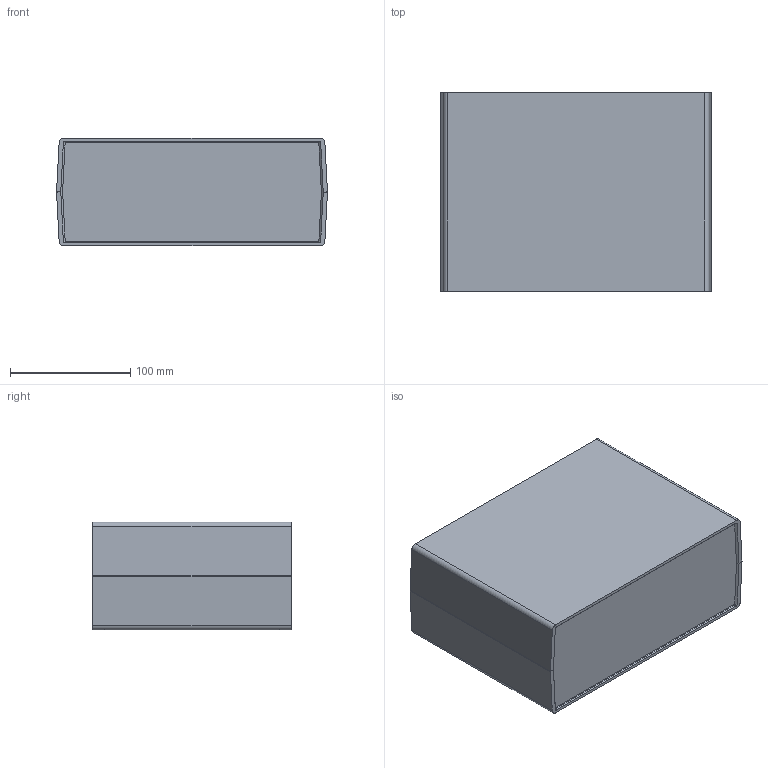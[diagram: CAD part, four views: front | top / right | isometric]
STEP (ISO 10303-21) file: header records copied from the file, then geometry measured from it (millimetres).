
FILE_DESCRIPTION (( 'STEP AP214' ), '1' );
FILE_NAME ('G749.STEP', '2011-02-09T02:18:52', ( 'NEF User' ), ( 'NEF User' ), 'SwSTEP 2.0', 'SolidWorks 2010', '' );
FILE_SCHEMA (( 'AUTOMOTIVE_DESIGN' ));
Length unit declared in the file: millimetre
Products named in the file (1): G749
Bounding box: 225 x 165 x 89.5 mm (x, y, z)
Volume: 381308.9 mm3; surface area: 304725.8 mm2
Topology: 4 solids, 4 shells, 535 faces, 1325 edges, 862 vertices
Faces by surface type: plane 338, cylinder 116, cone 79, bspline 2
Entity records: 15978 total; most frequent: CARTESIAN_POINT 2908, DIRECTION 2744, ORIENTED_EDGE 2650, EDGE_CURVE 1325, AXIS2_PLACEMENT_3D 924, LINE 896, VECTOR 896, VERTEX_POINT 862
